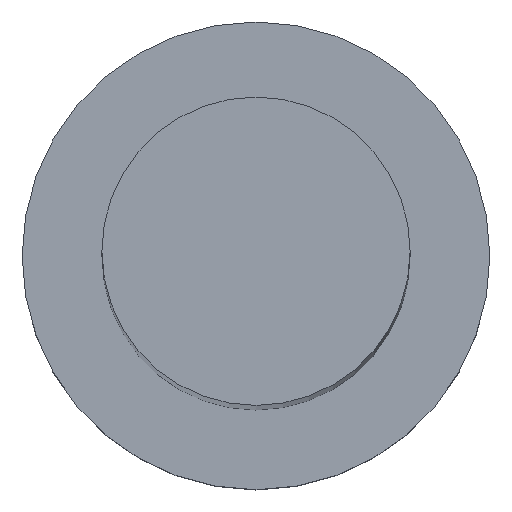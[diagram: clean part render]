
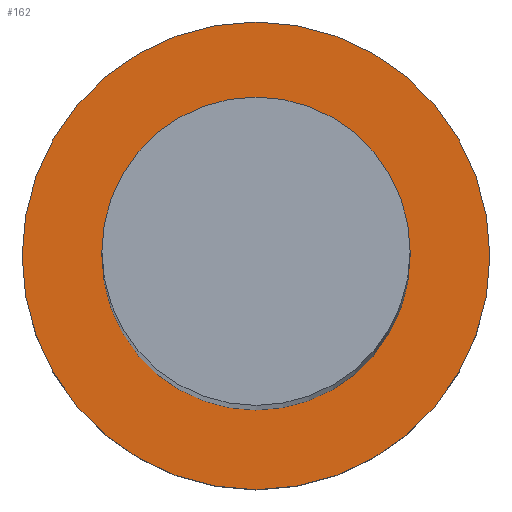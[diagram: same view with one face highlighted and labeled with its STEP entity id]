
A CAD part, top view. The second image highlights one B-rep face of the part: STEP entity #162.
In plain terms, the highlighted planar face has unit normal (0, 0, 1).
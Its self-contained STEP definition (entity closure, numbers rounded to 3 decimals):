
#4 = CARTESIAN_POINT ( 'NONE',  ( 0., 0., 7. ) ) ;
#6 = DIRECTION ( 'NONE',  ( 1., 0., 0. ) ) ;
#8 = DIRECTION ( 'NONE',  ( 1., 0., 0. ) ) ;
#13 = CARTESIAN_POINT ( 'NONE',  ( -11., 0., 7. ) ) ;
#15 = EDGE_LOOP ( 'NONE', ( #176, #207 ) ) ;
#16 = AXIS2_PLACEMENT_3D ( 'NONE', #139, #170, #240 ) ;
#29 = DIRECTION ( 'NONE',  ( 1., 0., 0. ) ) ;
#32 = CARTESIAN_POINT ( 'NONE',  ( 0., 0., 7. ) ) ;
#38 = AXIS2_PLACEMENT_3D ( 'NONE', #32, #171, #251 ) ;
#48 = ORIENTED_EDGE ( 'NONE', *, *, #239, .F. ) ;
#49 = CARTESIAN_POINT ( 'NONE',  ( 11., 0., 7. ) ) ;
#53 = EDGE_CURVE ( 'NONE', #93, #224, #253, .T. ) ;
#61 = CIRCLE ( 'NONE', #16, 7.25 ) ;
#86 = CARTESIAN_POINT ( 'NONE',  ( -7.25, 0., 7. ) ) ;
#93 = VERTEX_POINT ( 'NONE', #13 ) ;
#97 = AXIS2_PLACEMENT_3D ( 'NONE', #106, #123, #8 ) ;
#106 = CARTESIAN_POINT ( 'NONE',  ( 0., 0., 7. ) ) ;
#112 = EDGE_CURVE ( 'NONE', #224, #93, #174, .T. ) ;
#123 = DIRECTION ( 'NONE',  ( 0., 0., 1. ) ) ;
#128 = EDGE_LOOP ( 'NONE', ( #242, #48 ) ) ;
#130 = CARTESIAN_POINT ( 'NONE',  ( 0., 0., 7. ) ) ;
#133 = VERTEX_POINT ( 'NONE', #86 ) ;
#139 = CARTESIAN_POINT ( 'NONE',  ( 0., 0., 7. ) ) ;
#148 = FACE_BOUND ( 'NONE', #128, .T. ) ;
#150 = CARTESIAN_POINT ( 'NONE',  ( 7.25, 0., 7. ) ) ;
#155 = EDGE_CURVE ( 'NONE', #133, #204, #236, .T. ) ;
#162 = ADVANCED_FACE ( 'NONE', ( #148, #216 ), #209, .T. ) ;
#170 = DIRECTION ( 'NONE',  ( 0., 0., 1. ) ) ;
#171 = DIRECTION ( 'NONE',  ( 0., 0., 1. ) ) ;
#174 = CIRCLE ( 'NONE', #97, 11. ) ;
#176 = ORIENTED_EDGE ( 'NONE', *, *, #53, .T. ) ;
#183 = DIRECTION ( 'NONE',  ( 0., 0., 1. ) ) ;
#194 = AXIS2_PLACEMENT_3D ( 'NONE', #4, #183, #6 ) ;
#204 = VERTEX_POINT ( 'NONE', #150 ) ;
#206 = DIRECTION ( 'NONE',  ( 0., 0., 1. ) ) ;
#207 = ORIENTED_EDGE ( 'NONE', *, *, #112, .T. ) ;
#209 = PLANE ( 'NONE',  #38 ) ;
#211 = AXIS2_PLACEMENT_3D ( 'NONE', #130, #206, #29 ) ;
#216 = FACE_OUTER_BOUND ( 'NONE', #15, .T. ) ;
#224 = VERTEX_POINT ( 'NONE', #49 ) ;
#236 = CIRCLE ( 'NONE', #211, 7.25 ) ;
#239 = EDGE_CURVE ( 'NONE', #204, #133, #61, .T. ) ;
#240 = DIRECTION ( 'NONE',  ( 1., 0., 0. ) ) ;
#242 = ORIENTED_EDGE ( 'NONE', *, *, #155, .F. ) ;
#251 = DIRECTION ( 'NONE',  ( 1., 0., 0. ) ) ;
#253 = CIRCLE ( 'NONE', #194, 11. ) ;
